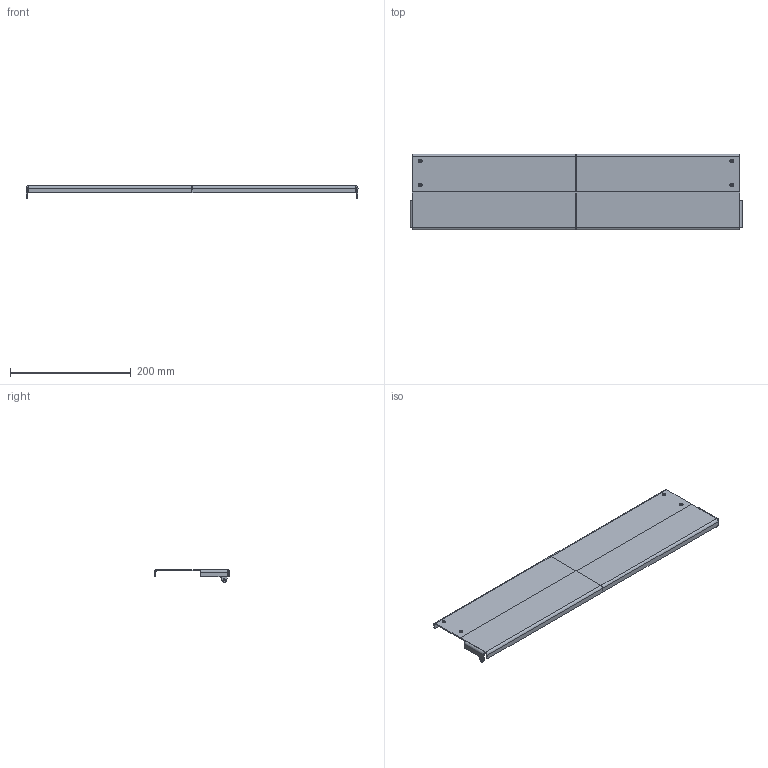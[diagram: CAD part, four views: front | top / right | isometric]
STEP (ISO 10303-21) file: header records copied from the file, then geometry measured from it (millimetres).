
FILE_DESCRIPTION(('FreeCAD Model'),'2;1');
FILE_NAME('Open CASCADE Shape Model','2023-06-03T17:02:59',('Author'),( ''),'Open CASCADE STEP processor 7.6','FreeCAD','Unknown');
FILE_SCHEMA(('AUTOMOTIVE_DESIGN { 1 0 10303 214 1 1 1 1 }'));
Length unit declared in the file: millimetre
Products named in the file (1): Fusion001
Bounding box: 550 x 125 x 21 mm (x, y, z)
Volume: 156792 mm3; surface area: 160847.8 mm2
Topology: 6 solids, 6 shells, 78 faces, 186 edges, 120 vertices
Faces by surface type: plane 46, cylinder 26, cone 4, extrusion 2
Full cylindrical faces by diameter (mm): 3.4 x4, 3.5 x2
Entity records: 4843 total; most frequent: CARTESIAN_POINT 925, DIRECTION 750, VECTOR 444, LINE 442, ORIENTED_EDGE 372, PCURVE 372, DEFINITIONAL_REPRESENTATION 372, EDGE_CURVE 186
